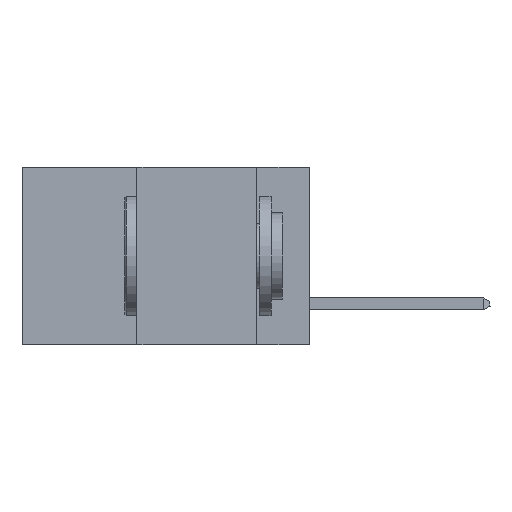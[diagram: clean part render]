
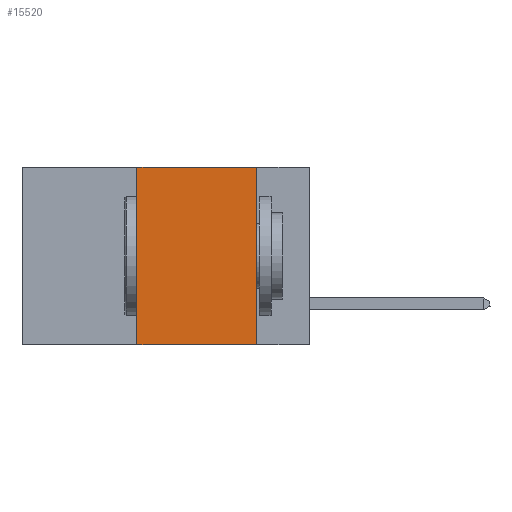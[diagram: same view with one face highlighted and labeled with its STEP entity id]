
A CAD part, left-side view. The second image highlights one B-rep face of the part: STEP entity #15520.
In plain terms, the highlighted planar face has unit normal (-1, 0, 0).
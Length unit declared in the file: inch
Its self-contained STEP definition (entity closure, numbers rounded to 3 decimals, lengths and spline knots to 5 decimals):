
#88 = VERTEX_POINT ( 'NONE', #8502 ) ;
#329 = LINE ( 'NONE', #13199, #1464 ) ;
#1464 = VECTOR ( 'NONE', #14945, 39.37008 ) ;
#2003 = EDGE_CURVE ( 'NONE', #19811, #88, #9826, .T. ) ;
#2228 = EDGE_LOOP ( 'NONE', ( #20436, #8325, #22076, #11492 ) ) ;
#3243 = VERTEX_POINT ( 'NONE', #8118 ) ;
#3356 = FACE_OUTER_BOUND ( 'NONE', #2228, .T. ) ;
#4894 = VECTOR ( 'NONE', #21899, 39.37008 ) ;
#5252 = CARTESIAN_POINT ( 'NONE',  ( 0., 0.36, -0.37 ) ) ;
#8118 = CARTESIAN_POINT ( 'NONE',  ( 0., 0.11, 0. ) ) ;
#8325 = ORIENTED_EDGE ( 'NONE', *, *, #10540, .F. ) ;
#8502 = CARTESIAN_POINT ( 'NONE',  ( 0., 0.36, 0. ) ) ;
#8572 = DIRECTION ( 'NONE',  ( 0., 0., 1. ) ) ;
#8672 = LINE ( 'NONE', #11235, #15473 ) ;
#9417 = AXIS2_PLACEMENT_3D ( 'NONE', #22041, #18612, #11787 ) ;
#9826 = LINE ( 'NONE', #22147, #12502 ) ;
#10540 = EDGE_CURVE ( 'NONE', #88, #3243, #329, .T. ) ;
#11235 = CARTESIAN_POINT ( 'NONE',  ( 0., 0.11, 0. ) ) ;
#11391 = VERTEX_POINT ( 'NONE', #15871 ) ;
#11492 = ORIENTED_EDGE ( 'NONE', *, *, #17518, .T. ) ;
#11787 = DIRECTION ( 'NONE',  ( 0., 0., -1. ) ) ;
#12502 = VECTOR ( 'NONE', #8572, 39.37008 ) ;
#13199 = CARTESIAN_POINT ( 'NONE',  ( 0., 0.6, 0. ) ) ;
#14409 = LINE ( 'NONE', #20151, #4894 ) ;
#14512 = DIRECTION ( 'NONE',  ( 0., 0., -1. ) ) ;
#14945 = DIRECTION ( 'NONE',  ( 0., -1., 0. ) ) ;
#15473 = VECTOR ( 'NONE', #14512, 39.37008 ) ;
#15520 = ADVANCED_FACE ( 'NONE', ( #3356 ), #20426, .F. ) ;
#15871 = CARTESIAN_POINT ( 'NONE',  ( 0., 0.11, -0.37 ) ) ;
#17518 = EDGE_CURVE ( 'NONE', #19811, #11391, #14409, .T. ) ;
#18077 = EDGE_CURVE ( 'NONE', #3243, #11391, #8672, .T. ) ;
#18612 = DIRECTION ( 'NONE',  ( 1., 0., 0. ) ) ;
#19811 = VERTEX_POINT ( 'NONE', #5252 ) ;
#20151 = CARTESIAN_POINT ( 'NONE',  ( 0., 0.6, -0.37 ) ) ;
#20426 = PLANE ( 'NONE',  #9417 ) ;
#20436 = ORIENTED_EDGE ( 'NONE', *, *, #18077, .F. ) ;
#21899 = DIRECTION ( 'NONE',  ( 0., -1., 0. ) ) ;
#22041 = CARTESIAN_POINT ( 'NONE',  ( 0., 0.6, 0. ) ) ;
#22076 = ORIENTED_EDGE ( 'NONE', *, *, #2003, .F. ) ;
#22147 = CARTESIAN_POINT ( 'NONE',  ( 0., 0.36, 0. ) ) ;
